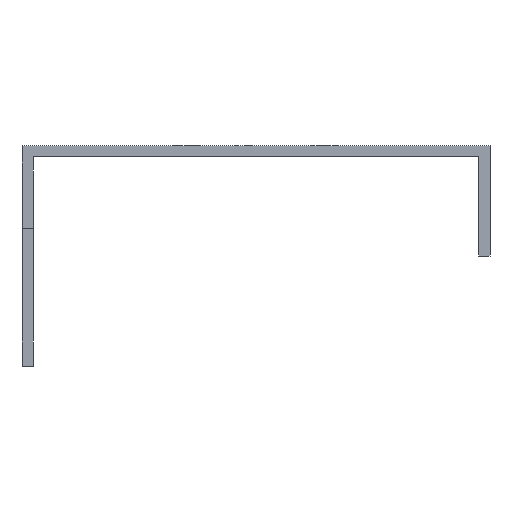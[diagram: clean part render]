
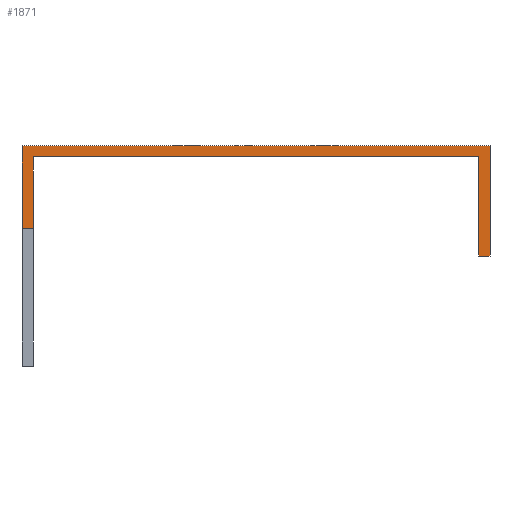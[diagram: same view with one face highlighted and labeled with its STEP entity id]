
A CAD part, front view. The second image highlights one B-rep face of the part: STEP entity #1871.
In plain terms, the highlighted planar face has unit normal (0, -1, 0).
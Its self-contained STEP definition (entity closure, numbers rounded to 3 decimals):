
#384=FACE_OUTER_BOUND('',#471,.T.);
#471=EDGE_LOOP('',(#1359,#1360,#1361,#1362,#1363,#1364,#1365,#1366));
#708=LINE('',#2808,#817);
#714=LINE('',#2820,#823);
#715=LINE('',#2822,#824);
#716=LINE('',#2824,#825);
#717=LINE('',#2826,#826);
#718=LINE('',#2828,#827);
#719=LINE('',#2830,#828);
#720=LINE('',#2831,#829);
#817=VECTOR('',#2226,10.);
#823=VECTOR('',#2236,10.);
#824=VECTOR('',#2237,10.);
#825=VECTOR('',#2238,10.);
#826=VECTOR('',#2239,10.);
#827=VECTOR('',#2240,10.);
#828=VECTOR('',#2241,10.);
#829=VECTOR('',#2242,10.);
#924=VERTEX_POINT('',#2804);
#926=VERTEX_POINT('',#2807);
#930=VERTEX_POINT('',#2819);
#931=VERTEX_POINT('',#2821);
#932=VERTEX_POINT('',#2823);
#933=VERTEX_POINT('',#2825);
#934=VERTEX_POINT('',#2827);
#935=VERTEX_POINT('',#2829);
#1096=EDGE_CURVE('',#926,#924,#708,.T.);
#1102=EDGE_CURVE('',#924,#930,#714,.T.);
#1103=EDGE_CURVE('',#930,#931,#715,.T.);
#1104=EDGE_CURVE('',#931,#932,#716,.T.);
#1105=EDGE_CURVE('',#933,#932,#717,.T.);
#1106=EDGE_CURVE('',#933,#934,#718,.T.);
#1107=EDGE_CURVE('',#934,#935,#719,.T.);
#1108=EDGE_CURVE('',#935,#926,#720,.T.);
#1359=ORIENTED_EDGE('',*,*,#1096,.T.);
#1360=ORIENTED_EDGE('',*,*,#1102,.T.);
#1361=ORIENTED_EDGE('',*,*,#1103,.T.);
#1362=ORIENTED_EDGE('',*,*,#1104,.T.);
#1363=ORIENTED_EDGE('',*,*,#1105,.F.);
#1364=ORIENTED_EDGE('',*,*,#1106,.T.);
#1365=ORIENTED_EDGE('',*,*,#1107,.T.);
#1366=ORIENTED_EDGE('',*,*,#1108,.T.);
#1857=PLANE('',#1981);
#1871=ADVANCED_FACE('',(#384),#1857,.T.);
#1981=AXIS2_PLACEMENT_3D('',#2818,#2234,#2235);
#2226=DIRECTION('',(1.,0.,0.));
#2234=DIRECTION('center_axis',(0.,-1.,0.));
#2235=DIRECTION('ref_axis',(0.,0.,-1.));
#2236=DIRECTION('',(0.,0.,1.));
#2237=DIRECTION('',(1.,0.,0.));
#2238=DIRECTION('',(0.,0.,-1.));
#2239=DIRECTION('',(-1.,0.,0.));
#2240=DIRECTION('',(0.,0.,1.));
#2241=DIRECTION('',(-1.,0.,0.));
#2242=DIRECTION('',(0.,0.,-1.));
#2804=CARTESIAN_POINT('',(-40.5,-800.1,-13.));
#2807=CARTESIAN_POINT('',(-42.5,-800.1,-13.));
#2808=CARTESIAN_POINT('',(0.,-800.1,-13.));
#2818=CARTESIAN_POINT('Origin',(42.5,-800.1,0.));
#2819=CARTESIAN_POINT('',(-40.5,-800.1,0.));
#2820=CARTESIAN_POINT('',(-40.5,-800.1,2.));
#2821=CARTESIAN_POINT('',(40.5,-800.1,0.));
#2822=CARTESIAN_POINT('',(-42.5,-800.1,0.));
#2823=CARTESIAN_POINT('',(40.5,-800.1,-18.));
#2824=CARTESIAN_POINT('',(40.5,-800.1,-18.));
#2825=CARTESIAN_POINT('',(42.5,-800.1,-18.));
#2826=CARTESIAN_POINT('',(42.5,-800.1,-18.));
#2827=CARTESIAN_POINT('',(42.5,-800.1,2.));
#2828=CARTESIAN_POINT('',(42.5,-800.1,-18.));
#2829=CARTESIAN_POINT('',(-42.5,-800.1,2.));
#2830=CARTESIAN_POINT('',(-42.5,-800.1,2.));
#2831=CARTESIAN_POINT('',(-42.5,-800.1,2.));
